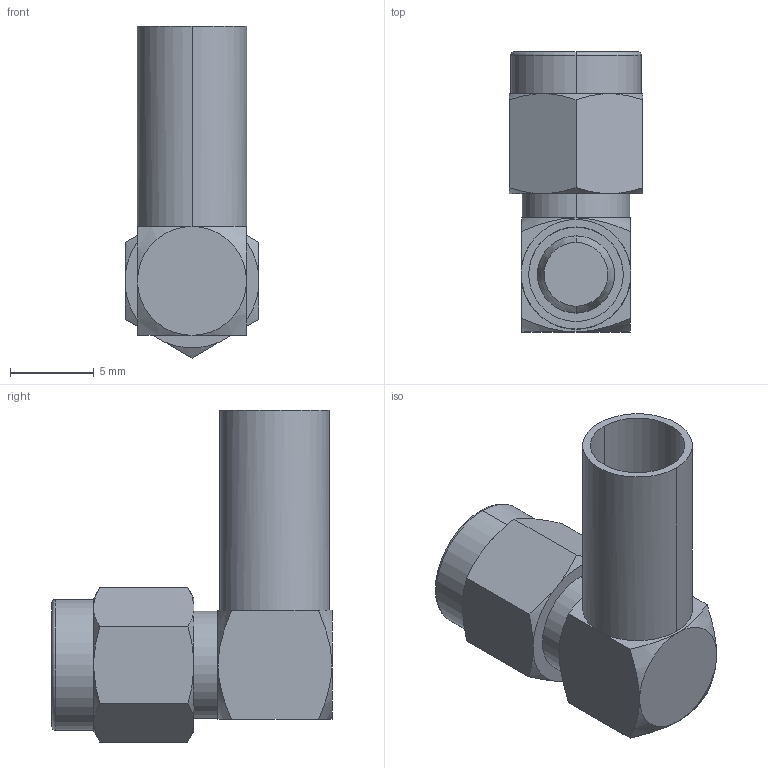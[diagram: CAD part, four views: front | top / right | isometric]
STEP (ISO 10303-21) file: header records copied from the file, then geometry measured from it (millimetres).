
FILE_DESCRIPTION((''),'2;1');
FILE_NAME('1','2021-08-11T',('Administrator'),(''),'PRO/ENGINEER BY PARAMETRIC TECHNOLOGY CORPORATION, 2012090','PRO/ENGINEER BY PARAMETRIC TECHNOLOGY CORPORATION, 2012090','');
FILE_SCHEMA(('CONFIG_CONTROL_DESIGN'));
Length unit declared in the file: millimetre
Products named in the file (1): 1
Bounding box: 7.97 x 16.7 x 19.8 mm (x, y, z)
Volume: 834.5 mm3; surface area: 1297.9 mm2
Topology: 1 solids, 1 shells, 89 faces, 209 edges, 132 vertices
Faces by surface type: plane 28, cone 28, cylinder 25, bspline 6, torus 2
Entity records: 3978 total; most frequent: CARTESIAN_POINT 1977, ORIENTED_EDGE 418, DIRECTION 385, EDGE_CURVE 209, AXIS2_PLACEMENT_3D 159, VERTEX_POINT 132, EDGE_LOOP 99, FACE_OUTER_BOUND 89
